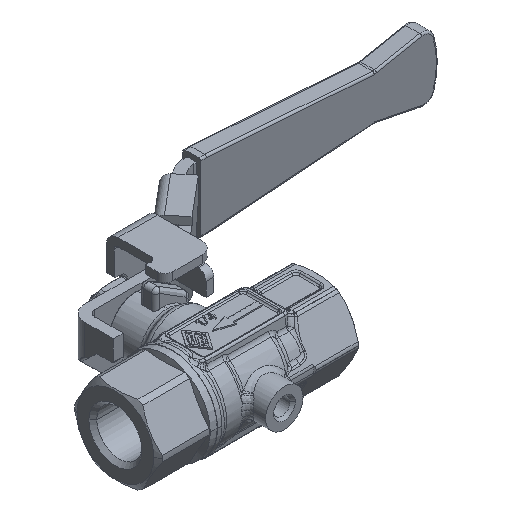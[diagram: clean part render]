
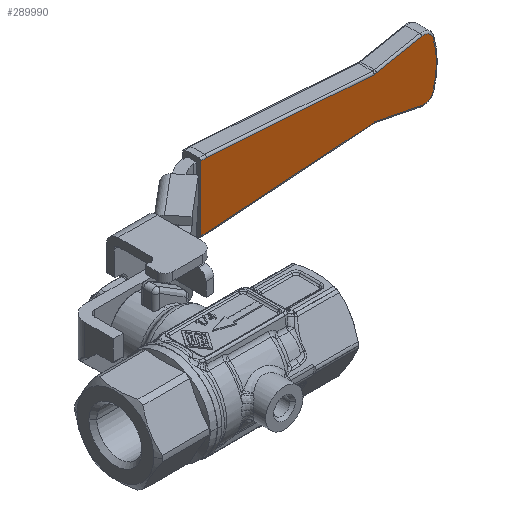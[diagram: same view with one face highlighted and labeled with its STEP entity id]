
A CAD part, isometric view. The second image highlights one B-rep face of the part: STEP entity #289990.
In plain terms, the highlighted planar face has unit normal (0, -1, 0).
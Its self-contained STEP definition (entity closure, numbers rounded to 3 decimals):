
#283640=CARTESIAN_POINT('',(-35.501,41.304,-8.25));
#283650=VERTEX_POINT('',#283640);
#283680=CARTESIAN_POINT('',(-35.501,41.304,
-0.608));
#283690=DIRECTION('',(0.,0.,-1.));
#283700=VECTOR('',#283690,1.);
#283710=LINE('',#283680,#283700);
#283720=CARTESIAN_POINT('',(-35.501,41.304,
8.256));
#283730=VERTEX_POINT('',#283720);
#283740=EDGE_CURVE('',#283730,#283650,#283710,.T.);
#284110=CARTESIAN_POINT('',(-80.3,41.304,
5.319));
#284120=VERTEX_POINT('',#284110);
#284310=CARTESIAN_POINT('',(-79.638,41.304,
5.277));
#284320=VERTEX_POINT('',#284310);
#284350=CARTESIAN_POINT('',(-79.812,41.304,
7.771));
#284360=DIRECTION('',(0.,1.,0.));
#284370=DIRECTION('',(1.,0.,0.));
#284380=AXIS2_PLACEMENT_3D('',#284350,#284360,#284370);
#284390=CIRCLE('',#284380,2.5);
#284400=EDGE_CURVE('',#284320,#284120,#284390,.T.);
#288580=CARTESIAN_POINT('',(-91.764,41.304,
-7.599));
#288590=VERTEX_POINT('',#288580);
#288740=CARTESIAN_POINT('',(-94.647,41.304,
-5.862));
#288750=VERTEX_POINT('',#288740);
#288780=CARTESIAN_POINT('',(-92.252,41.304,
-5.147));
#288790=DIRECTION('',(0.,1.,0.));
#288800=DIRECTION('',(1.,0.,0.));
#288810=AXIS2_PLACEMENT_3D('',#288780,#288790,#288800);
#288820=CIRCLE('',#288810,2.5);
#288830=EDGE_CURVE('',#288590,#288750,#288820,.T.);
#289070=CARTESIAN_POINT('',(-94.647,41.304,
5.862));
#289080=VERTEX_POINT('',#289070);
#289110=CARTESIAN_POINT('',(-75.004,41.304,
0.));
#289120=DIRECTION('',(0.,1.,0.));
#289130=DIRECTION('',(1.,0.,0.));
#289140=AXIS2_PLACEMENT_3D('',#289110,#289120,#289130);
#289150=CIRCLE('',#289140,20.5);
#289160=EDGE_CURVE('',#288750,#289080,#289150,.T.);
#289280=CARTESIAN_POINT('',(-68.487,41.304,
-0.608));
#289290=DIRECTION('',(-0.,1.,0.));
#289300=DIRECTION('',(1.,0.,0.));
#289310=AXIS2_PLACEMENT_3D('',#289280,#289290,#289300);
#289320=PLANE('',#289310);
#289330=CARTESIAN_POINT('',(-68.487,41.304,
-6.054));
#289340=DIRECTION('',(0.998,0.,-0.07));
#289350=VECTOR('',#289340,1.);
#289360=LINE('',#289330,#289350);
#289370=CARTESIAN_POINT('',(-79.638,41.304,
-5.277));
#289380=VERTEX_POINT('',#289370);
#289390=CARTESIAN_POINT('',(-36.986,41.304,-8.25));
#289400=VERTEX_POINT('',#289390);
#289410=EDGE_CURVE('',#289380,#289400,#289360,.T.);
#289420=ORIENTED_EDGE('',*,*,#289410,.T.);
#289430=CARTESIAN_POINT('',(-79.812,41.304,
-7.771));
#289440=DIRECTION('',(0.,1.,0.));
#289450=DIRECTION('',(1.,0.,0.));
#289460=AXIS2_PLACEMENT_3D('',#289430,#289440,#289450);
#289470=CIRCLE('',#289460,2.5);
#289480=CARTESIAN_POINT('',(-80.3,41.304,
-5.319));
#289490=VERTEX_POINT('',#289480);
#289500=EDGE_CURVE('',#289490,#289380,#289470,.T.);
#289510=ORIENTED_EDGE('',*,*,#289500,.T.);
#289520=CARTESIAN_POINT('',(-68.487,41.304,
-2.969));
#289530=DIRECTION('',(0.981,0.,0.195));
#289540=VECTOR('',#289530,1.);
#289550=LINE('',#289520,#289540);
#289560=EDGE_CURVE('',#288590,#289490,#289550,.T.);
#289570=ORIENTED_EDGE('',*,*,#289560,.T.);
#289580=ORIENTED_EDGE('',*,*,#288830,.F.);
#289590=ORIENTED_EDGE('',*,*,#289160,.F.);
#289600=CARTESIAN_POINT('',(-92.252,41.304,
5.147));
#289610=DIRECTION('',(0.,1.,0.));
#289620=DIRECTION('',(1.,0.,0.));
#289630=AXIS2_PLACEMENT_3D('',#289600,#289610,#289620);
#289640=CIRCLE('',#289630,2.5);
#289650=CARTESIAN_POINT('',(-91.764,41.304,
7.599));
#289660=VERTEX_POINT('',#289650);
#289670=EDGE_CURVE('',#289080,#289660,#289640,.T.);
#289680=ORIENTED_EDGE('',*,*,#289670,.F.);
#289690=CARTESIAN_POINT('',(-68.487,41.304,
2.969));
#289700=DIRECTION('',(-0.981,0.,0.195));
#289710=VECTOR('',#289700,1.);
#289720=LINE('',#289690,#289710);
#289730=EDGE_CURVE('',#284120,#289660,#289720,.T.);
#289740=ORIENTED_EDGE('',*,*,#289730,.T.);
#289750=ORIENTED_EDGE('',*,*,#284400,.T.);
#289760=CARTESIAN_POINT('',(-68.487,41.304,
6.057));
#289770=DIRECTION('',(-0.998,0.,-0.07));
#289780=VECTOR('',#289770,1.);
#289790=LINE('',#289760,#289780);
#289800=CARTESIAN_POINT('',(-36.987,41.304,
8.259));
#289810=VERTEX_POINT('',#289800);
#289820=EDGE_CURVE('',#289810,#284320,#289790,.T.);
#289830=ORIENTED_EDGE('',*,*,#289820,.T.);
#289840=CARTESIAN_POINT('',(-68.487,41.304,
8.331));
#289850=DIRECTION('',(-1.,0.,0.002));
#289860=VECTOR('',#289850,1.);
#289870=LINE('',#289840,#289860);
#289880=EDGE_CURVE('',#283730,#289810,#289870,.T.);
#289890=ORIENTED_EDGE('',*,*,#289880,.T.);
#289900=ORIENTED_EDGE('',*,*,#283740,.F.);
#289910=CARTESIAN_POINT('',(-68.487,41.304,-8.25));
#289920=DIRECTION('',(1.,0.,0.));
#289930=VECTOR('',#289920,1.);
#289940=LINE('',#289910,#289930);
#289950=EDGE_CURVE('',#289400,#283650,#289940,.T.);
#289960=ORIENTED_EDGE('',*,*,#289950,.T.);
#289970=EDGE_LOOP('',(#289960,#289900,#289890,#289830,#289750,#289740,
#289680,#289590,#289580,#289570,#289510,#289420));
#289980=FACE_OUTER_BOUND('',#289970,.T.);
#289990=ADVANCED_FACE('',(#289980),#289320,.F.);
